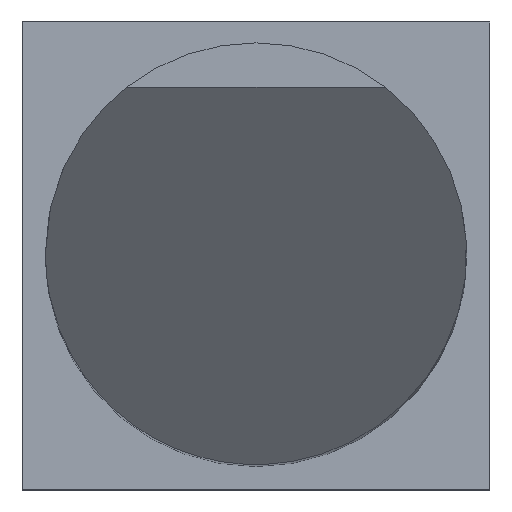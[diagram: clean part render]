
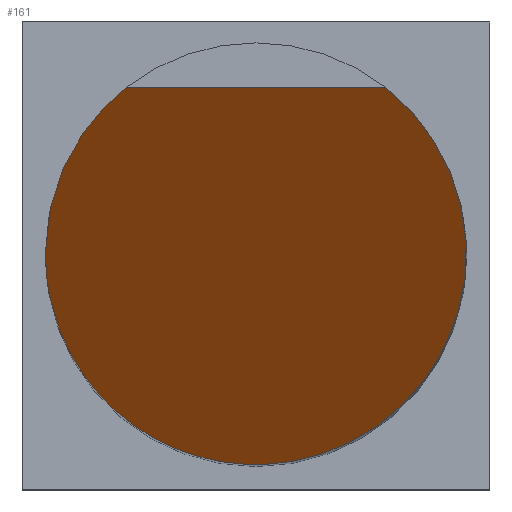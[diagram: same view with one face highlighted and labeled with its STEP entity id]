
A CAD part, top view. The second image highlights one B-rep face of the part: STEP entity #161.
In plain terms, the highlighted planar face has unit normal (0, -0.64, 0.768).
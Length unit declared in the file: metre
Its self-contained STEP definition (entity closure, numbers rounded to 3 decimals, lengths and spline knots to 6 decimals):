
#12=ELLIPSE('',#189,0.002343,0.0018);
#25=LINE('',#277,#38);
#38=VECTOR('',#231,1.);
#47=PLANE('',#190);
#82=ORIENTED_EDGE('',*,*,#101,.T.);
#83=ORIENTED_EDGE('',*,*,#100,.F.);
#100=EDGE_CURVE('',#113,#114,#25,.T.);
#101=EDGE_CURVE('',#113,#114,#12,.F.);
#113=VERTEX_POINT('',#275);
#114=VERTEX_POINT('',#276);
#133=EDGE_LOOP('',(#82,#83));
#148=FACE_BOUND('',#133,.T.);
#161=ADVANCED_FACE('',(#148),#47,.F.);
#189=AXIS2_PLACEMENT_3D('',#279,#234,#235);
#190=AXIS2_PLACEMENT_3D('',#280,#236,#237);
#231=DIRECTION('',(1.,0.,0.));
#234=DIRECTION('',(0.,0.64,-0.768));
#235=DIRECTION('',(0.,-0.768,-0.64));
#236=DIRECTION('',(0.,0.64,-0.768));
#237=DIRECTION('',(0.,0.768,0.64));
#275=CARTESIAN_POINT('',(-0.011556,0.0018,0.));
#276=CARTESIAN_POINT('',(-0.009344,0.0018,0.));
#277=CARTESIAN_POINT('',(-0.01456,0.0018,0.));
#279=CARTESIAN_POINT('',(-0.01045,0.00038,-0.001183));
#280=CARTESIAN_POINT('',(-0.01456,0.,-0.0015));
